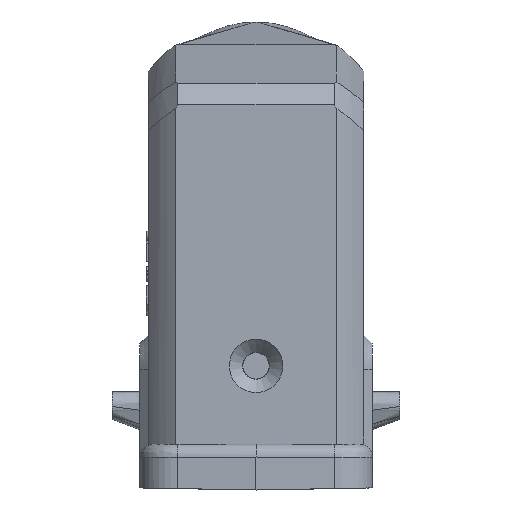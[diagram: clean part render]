
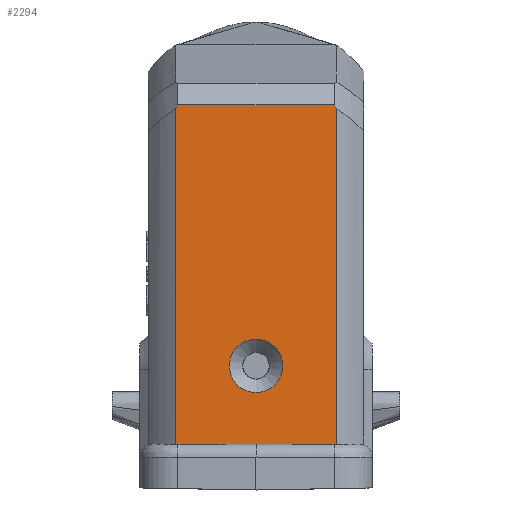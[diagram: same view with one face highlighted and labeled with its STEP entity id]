
A CAD part, left-side view. The second image highlights one B-rep face of the part: STEP entity #2294.
In plain terms, the highlighted planar face has unit normal (-1, 0, 0).
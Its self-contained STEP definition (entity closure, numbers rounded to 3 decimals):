
#1679=FACE_BOUND('',#2866,.T.);
#1680=FACE_BOUND('',#2867,.T.);
#1885=PLANE('',#6839);
#1942=ELLIPSE('',#6834,85.375,1.49);
#1944=ELLIPSE('',#6838,85.375,1.49);
#2033=B_SPLINE_CURVE_WITH_KNOTS('',3,(#9691,#9692,#9693,#9694),
 .UNSPECIFIED.,.F.,.F.,(4,4),(0.,1.),.UNSPECIFIED.);
#2058=B_SPLINE_CURVE_WITH_KNOTS('',3,(#10184,#10185,#10186,#10187),
 .UNSPECIFIED.,.F.,.F.,(4,4),(0.,1.),.UNSPECIFIED.);
#2061=B_SPLINE_CURVE_WITH_KNOTS('',3,(#10226,#10227,#10228,#10229),
 .UNSPECIFIED.,.F.,.F.,(4,4),(0.,1.),.UNSPECIFIED.);
#2073=B_SPLINE_CURVE_WITH_KNOTS('',3,(#10421,#10422,#10423,#10424),
 .UNSPECIFIED.,.F.,.F.,(4,4),(0.,1.),.UNSPECIFIED.);
#2294=ADVANCED_FACE('',(#1679,#1680),#1885,.F.);
#2866=EDGE_LOOP('',(#4680));
#2867=EDGE_LOOP('',(#4681,#4682,#4683,#4684,#4685,#4686,#4687,#4688,#4689));
#3264=LINE('',#10162,#3652);
#3270=LINE('',#10218,#3658);
#3284=LINE('',#10419,#3672);
#3652=VECTOR('',#7763,1.);
#3658=VECTOR('',#7785,1.);
#3672=VECTOR('',#7833,1.);
#4680=ORIENTED_EDGE('',*,*,#6086,.F.);
#4681=ORIENTED_EDGE('',*,*,#6084,.F.);
#4682=ORIENTED_EDGE('',*,*,#6051,.T.);
#4683=ORIENTED_EDGE('',*,*,#6041,.T.);
#4684=ORIENTED_EDGE('',*,*,#6008,.F.);
#4685=ORIENTED_EDGE('',*,*,#6054,.F.);
#4686=ORIENTED_EDGE('',*,*,#6056,.F.);
#4687=ORIENTED_EDGE('',*,*,#6087,.T.);
#4688=ORIENTED_EDGE('',*,*,#6088,.T.);
#4689=ORIENTED_EDGE('',*,*,#6089,.F.);
#5418=VERTEX_POINT('',#9609);
#5426=VERTEX_POINT('',#9690);
#5446=VERTEX_POINT('',#10163);
#5451=VERTEX_POINT('',#10188);
#5452=VERTEX_POINT('',#10217);
#5454=VERTEX_POINT('',#10225);
#5465=VERTEX_POINT('',#10414);
#5466=VERTEX_POINT('',#10418);
#5467=VERTEX_POINT('',#10420);
#5468=VERTEX_POINT('',#10425);
#6008=EDGE_CURVE('',#5426,#5418,#2033,.T.);
#6041=EDGE_CURVE('',#5446,#5418,#3264,.T.);
#6051=EDGE_CURVE('',#5451,#5446,#2058,.T.);
#6054=EDGE_CURVE('',#5452,#5426,#3270,.T.);
#6056=EDGE_CURVE('',#5454,#5452,#2061,.T.);
#6084=EDGE_CURVE('',#5451,#5465,#1942,.T.);
#6086=EDGE_CURVE('',#5466,#5466,#6249,.T.);
#6087=EDGE_CURVE('',#5454,#5467,#3284,.T.);
#6088=EDGE_CURVE('',#5467,#5468,#2073,.T.);
#6089=EDGE_CURVE('',#5465,#5468,#1944,.T.);
#6249=CIRCLE('',#6837,3.1);
#6834=AXIS2_PLACEMENT_3D('',#10413,#7825,#7826);
#6837=AXIS2_PLACEMENT_3D('',#10417,#7831,#7832);
#6838=AXIS2_PLACEMENT_3D('',#10426,#7834,#7835);
#6839=AXIS2_PLACEMENT_3D('',#10427,#7836,#7837);
#7763=DIRECTION('',(0.,0.,1.));
#7785=DIRECTION('',(0.,-1.,0.));
#7825=DIRECTION('',(-1.,0.,0.));
#7826=DIRECTION('',(0.,-1.,0.));
#7831=DIRECTION('',(-1.,0.,0.));
#7832=DIRECTION('',(0.,0.,1.));
#7833=DIRECTION('',(0.,0.,-1.));
#7834=DIRECTION('',(-1.,0.,0.));
#7835=DIRECTION('',(0.,-1.,0.));
#7836=DIRECTION('',(1.,0.,0.));
#7837=DIRECTION('',(0.,1.,0.));
#9609=CARTESIAN_POINT('',(-12.5,-9.325,42.136));
#9690=CARTESIAN_POINT('',(-12.5,-9.085,42.534));
#9691=CARTESIAN_POINT('',(-12.5,-9.085,42.534));
#9692=CARTESIAN_POINT('',(-12.5,-9.166,42.402));
#9693=CARTESIAN_POINT('',(-12.5,-9.246,42.269));
#9694=CARTESIAN_POINT('',(-12.5,-9.325,42.136));
#10162=CARTESIAN_POINT('',(-12.5,-9.325,-2.263));
#10163=CARTESIAN_POINT('',(-12.5,-9.325,3.128));
#10184=CARTESIAN_POINT('',(-12.5,-9.055,3.13));
#10185=CARTESIAN_POINT('',(-12.5,-9.145,3.13));
#10186=CARTESIAN_POINT('',(-12.5,-9.235,3.129));
#10187=CARTESIAN_POINT('',(-12.5,-9.325,3.128));
#10188=CARTESIAN_POINT('',(-12.5,-9.055,3.13));
#10217=CARTESIAN_POINT('',(-12.5,9.085,42.534));
#10218=CARTESIAN_POINT('',(-12.5,8.752,42.534));
#10225=CARTESIAN_POINT('',(-12.5,9.325,42.136));
#10226=CARTESIAN_POINT('',(-12.5,9.325,42.136));
#10227=CARTESIAN_POINT('',(-12.5,9.246,42.269));
#10228=CARTESIAN_POINT('',(-12.5,9.166,42.402));
#10229=CARTESIAN_POINT('',(-12.5,9.085,42.534));
#10413=CARTESIAN_POINT('',(-12.5,-0.56,1.647));
#10414=CARTESIAN_POINT('',(-12.5,0.,3.137));
#10417=CARTESIAN_POINT('',(-12.5,-0.002,12.25));
#10418=CARTESIAN_POINT('',(-12.5,-0.002,15.35));
#10419=CARTESIAN_POINT('',(-12.5,9.325,45.534));
#10420=CARTESIAN_POINT('',(-12.5,9.325,3.128));
#10421=CARTESIAN_POINT('',(-12.5,9.325,3.128));
#10422=CARTESIAN_POINT('',(-12.5,9.235,3.129));
#10423=CARTESIAN_POINT('',(-12.5,9.145,3.13));
#10424=CARTESIAN_POINT('',(-12.5,9.055,3.13));
#10425=CARTESIAN_POINT('',(-12.5,9.055,3.13));
#10426=CARTESIAN_POINT('',(-12.5,0.56,1.647));
#10427=CARTESIAN_POINT('',(-12.5,-12.692,-2.363));
